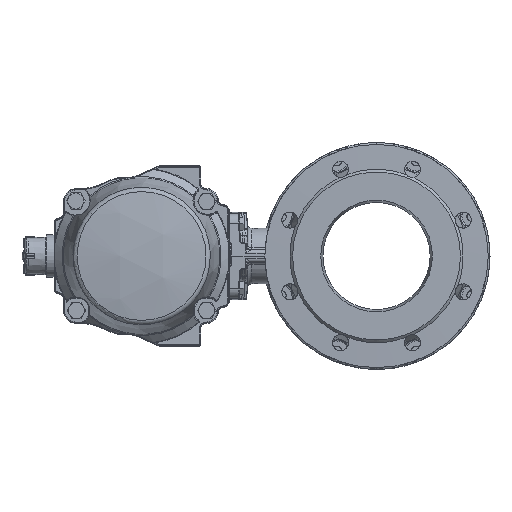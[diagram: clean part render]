
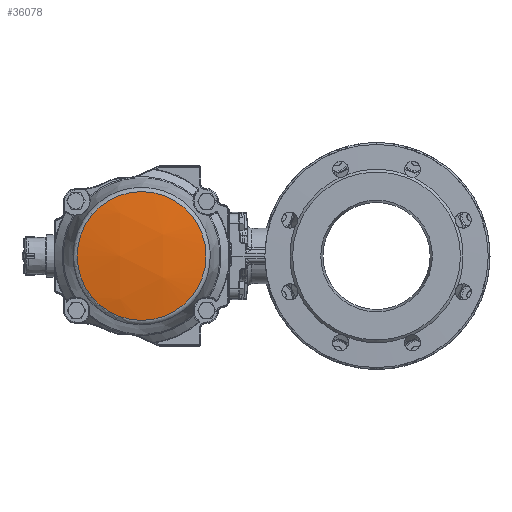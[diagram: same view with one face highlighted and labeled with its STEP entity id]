
A CAD part, left-side view. The second image highlights one B-rep face of the part: STEP entity #36078.
In plain terms, the highlighted spherical face has radius 420 mm.
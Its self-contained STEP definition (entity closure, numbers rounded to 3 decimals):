
#5335=SPHERICAL_SURFACE('',#39412,420.);
#15805=ORIENTED_EDGE('',*,*,#22360,.T.);
#22360=EDGE_CURVE('',#26201,#26201,#28183,.T.);
#26201=VERTEX_POINT('',#93477);
#28183=CIRCLE('',#39413,72.053);
#30743=EDGE_LOOP('',(#15805));
#33430=FACE_BOUND('',#30743,.T.);
#36078=ADVANCED_FACE('',(#33430),#5335,.T.);
#39412=AXIS2_PLACEMENT_3D('',#93475,#46840,#46841);
#39413=AXIS2_PLACEMENT_3D('',#93476,#46842,#46843);
#46840=DIRECTION('',(0.,-1.,0.));
#46841=DIRECTION('',(1.,0.,0.));
#46842=DIRECTION('',(0.,0.,-1.));
#46843=DIRECTION('',(-1.,0.,0.));
#93475=CARTESIAN_POINT('',(0.,0.,188.45));
#93476=CARTESIAN_POINT('',(0.,0.,-225.323));
#93477=CARTESIAN_POINT('',(-72.053,0.,-225.323));
